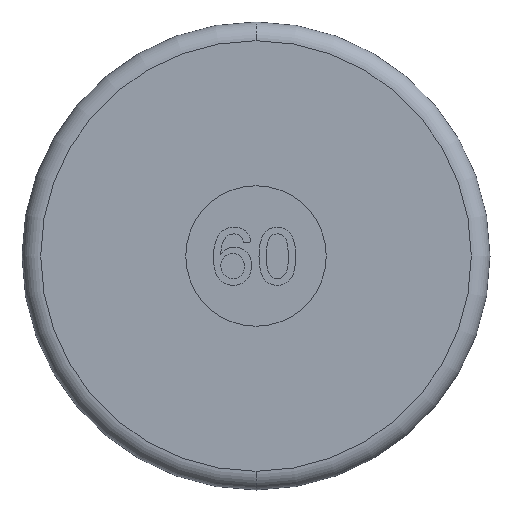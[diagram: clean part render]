
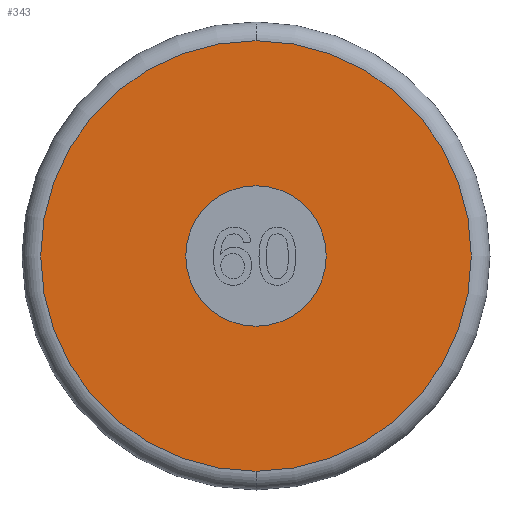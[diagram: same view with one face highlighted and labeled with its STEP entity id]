
A CAD part, front view. The second image highlights one B-rep face of the part: STEP entity #343.
In plain terms, the highlighted planar face has unit normal (0, -1, 0).
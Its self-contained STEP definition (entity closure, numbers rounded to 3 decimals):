
#1 = VERTEX_POINT ( 'NONE', #1463 ) ;
#34 = CIRCLE ( 'NONE', #1587, 23. ) ;
#237 = DIRECTION ( 'NONE',  ( 0., 0., -1. ) ) ;
#254 = PLANE ( 'NONE',  #2273 ) ;
#275 = CARTESIAN_POINT ( 'NONE',  ( 7.5, 0., 0. ) ) ;
#302 = EDGE_LOOP ( 'NONE', ( #698, #1159 ) ) ;
#343 = ADVANCED_FACE ( 'NONE', ( #2464, #1377 ), #254, .T. ) ;
#403 = CARTESIAN_POINT ( 'NONE',  ( 0., 0., 0. ) ) ;
#522 = DIRECTION ( 'NONE',  ( 0., -1., 0. ) ) ;
#608 = DIRECTION ( 'NONE',  ( 0., 0., -1. ) ) ;
#698 = ORIENTED_EDGE ( 'NONE', *, *, #1553, .T. ) ;
#737 = CARTESIAN_POINT ( 'NONE',  ( 0., 0., 23. ) ) ;
#745 = CARTESIAN_POINT ( 'NONE',  ( 0., 0., 0. ) ) ;
#870 = CIRCLE ( 'NONE', #1465, 7.5 ) ;
#944 = CARTESIAN_POINT ( 'NONE',  ( 0., 0., 0. ) ) ;
#954 = VERTEX_POINT ( 'NONE', #2359 ) ;
#955 = DIRECTION ( 'NONE',  ( 0., 0., -1. ) ) ;
#1076 = ORIENTED_EDGE ( 'NONE', *, *, #2348, .F. ) ;
#1081 = AXIS2_PLACEMENT_3D ( 'NONE', #403, #1919, #608 ) ;
#1082 = DIRECTION ( 'NONE',  ( 0., -1., 0. ) ) ;
#1159 = ORIENTED_EDGE ( 'NONE', *, *, #2305, .T. ) ;
#1182 = DIRECTION ( 'NONE',  ( 0., 0., -1. ) ) ;
#1377 = FACE_BOUND ( 'NONE', #1618, .T. ) ;
#1396 = CIRCLE ( 'NONE', #1081, 7.5 ) ;
#1463 = CARTESIAN_POINT ( 'NONE',  ( 0., 0., -23. ) ) ;
#1465 = AXIS2_PLACEMENT_3D ( 'NONE', #745, #2278, #955 ) ;
#1479 = CIRCLE ( 'NONE', #1538, 23. ) ;
#1538 = AXIS2_PLACEMENT_3D ( 'NONE', #944, #2481, #1182 ) ;
#1553 = EDGE_CURVE ( 'NONE', #1, #2335, #34, .T. ) ;
#1587 = AXIS2_PLACEMENT_3D ( 'NONE', #1591, #1082, #2150 ) ;
#1591 = CARTESIAN_POINT ( 'NONE',  ( 0., 0., 0. ) ) ;
#1618 = EDGE_LOOP ( 'NONE', ( #1076, #2717 ) ) ;
#1631 = CARTESIAN_POINT ( 'NONE',  ( 0., 0., -7.5 ) ) ;
#1919 = DIRECTION ( 'NONE',  ( 0., -1., 0. ) ) ;
#1977 = VERTEX_POINT ( 'NONE', #1631 ) ;
#2150 = DIRECTION ( 'NONE',  ( 0., 0., -1. ) ) ;
#2273 = AXIS2_PLACEMENT_3D ( 'NONE', #275, #522, #237 ) ;
#2278 = DIRECTION ( 'NONE',  ( 0., -1., 0. ) ) ;
#2305 = EDGE_CURVE ( 'NONE', #2335, #1, #1479, .T. ) ;
#2335 = VERTEX_POINT ( 'NONE', #737 ) ;
#2348 = EDGE_CURVE ( 'NONE', #1977, #954, #870, .T. ) ;
#2359 = CARTESIAN_POINT ( 'NONE',  ( 0., 0., 7.5 ) ) ;
#2443 = EDGE_CURVE ( 'NONE', #954, #1977, #1396, .T. ) ;
#2464 = FACE_OUTER_BOUND ( 'NONE', #302, .T. ) ;
#2481 = DIRECTION ( 'NONE',  ( 0., -1., 0. ) ) ;
#2717 = ORIENTED_EDGE ( 'NONE', *, *, #2443, .F. ) ;
